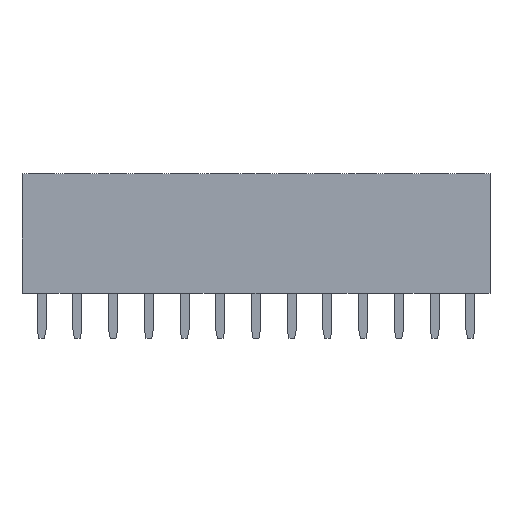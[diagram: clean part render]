
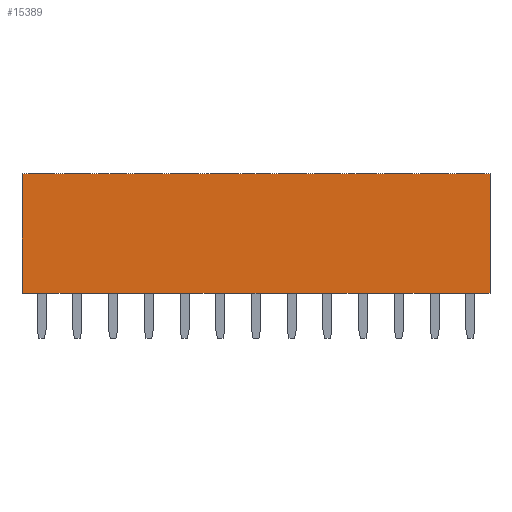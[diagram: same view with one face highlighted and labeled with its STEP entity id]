
A CAD part, top view. The second image highlights one B-rep face of the part: STEP entity #15389.
In plain terms, the highlighted planar face has unit normal (0, 0, 1).
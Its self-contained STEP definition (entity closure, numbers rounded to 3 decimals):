
#6592 = VERTEX_POINT('',#6593);
#6593 = CARTESIAN_POINT('',(16.635,0.,1.25));
#6599 = EDGE_CURVE('',#6600,#6592,#6602,.T.);
#6600 = VERTEX_POINT('',#6601);
#6601 = CARTESIAN_POINT('',(-16.635,0.,1.25));
#6602 = LINE('',#6603,#6604);
#6603 = CARTESIAN_POINT('',(-16.635,0.,1.25));
#6604 = VECTOR('',#6605,1.);
#6605 = DIRECTION('',(1.,0.,0.));
#15127 = VERTEX_POINT('',#15128);
#15128 = CARTESIAN_POINT('',(16.635,8.5,1.25));
#15145 = VERTEX_POINT('',#15146);
#15146 = CARTESIAN_POINT('',(-16.635,8.5,1.25));
#15152 = EDGE_CURVE('',#15145,#15127,#15153,.T.);
#15153 = LINE('',#15154,#15155);
#15154 = CARTESIAN_POINT('',(-16.635,8.5,1.25));
#15155 = VECTOR('',#15156,1.);
#15156 = DIRECTION('',(1.,0.,0.));
#15389 = ADVANCED_FACE('',(#15390),#15406,.T.);
#15390 = FACE_BOUND('',#15391,.T.);
#15391 = EDGE_LOOP('',(#15392,#15398,#15399,#15405));
#15392 = ORIENTED_EDGE('',*,*,#15393,.T.);
#15393 = EDGE_CURVE('',#6592,#15127,#15394,.T.);
#15394 = LINE('',#15395,#15396);
#15395 = CARTESIAN_POINT('',(16.635,0.,1.25));
#15396 = VECTOR('',#15397,1.);
#15397 = DIRECTION('',(0.,1.,0.));
#15398 = ORIENTED_EDGE('',*,*,#15152,.F.);
#15399 = ORIENTED_EDGE('',*,*,#15400,.F.);
#15400 = EDGE_CURVE('',#6600,#15145,#15401,.T.);
#15401 = LINE('',#15402,#15403);
#15402 = CARTESIAN_POINT('',(-16.635,0.,1.25));
#15403 = VECTOR('',#15404,1.);
#15404 = DIRECTION('',(0.,1.,0.));
#15405 = ORIENTED_EDGE('',*,*,#6599,.T.);
#15406 = PLANE('',#15407);
#15407 = AXIS2_PLACEMENT_3D('',#15408,#15409,#15410);
#15408 = CARTESIAN_POINT('',(-16.635,4.25,1.25));
#15409 = DIRECTION('',(0.,0.,1.));
#15410 = DIRECTION('',(0.,-1.,0.));
